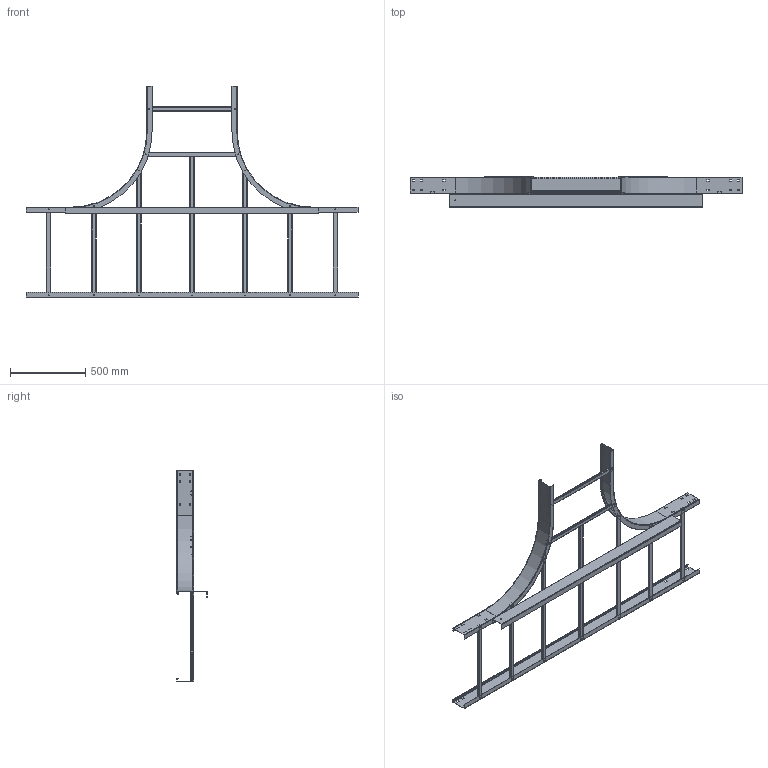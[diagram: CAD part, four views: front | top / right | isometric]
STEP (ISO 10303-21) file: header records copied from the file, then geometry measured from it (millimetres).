
FILE_DESCRIPTION((''),'2;1');
FILE_NAME('ASM0001_ASM','2013-01-11T',('AndreasKeweloh'),(''),'PRO/ENGINEER BY PARAMETRIC TECHNOLOGY CORPORATION, 2012230','PRO/ENGINEER BY PARAMETRIC TECHNOLOGY CORPORATION, 2012230','');
FILE_SCHEMA(('CONFIG_CONTROL_DESIGN'));
Length unit declared in the file: millimetre
Products named in the file (14): KTS_05_018-023_L_645; KTS_05_018-027_L_932; KTS_05_018-025_L_892_RECHTS; KTS_05_018-025_L_892_LINKS; KTS_05_018-024_L_619_RECHTS; KTS_05_018-024_L_619_LINKS; KTS_05_018-012_L_595-18102; KTS_05_018-012_L_595-18101; KTS_05_018-012_L_595-18100; KTS_05_012-045-1580_L_1680; KTS_05_012-078_L_2200; KTS_05_012-076_INNENHOLM_-18097; KTS_05_012-076_INNENHOLM_-18096; ASM0001_ASM
Assembly tree (13 placements, depth 2):
  ASM0001_ASM
    KTS_05_018-023_L_645
    KTS_05_018-027_L_932
    KTS_05_018-025_L_892_RECHTS
    KTS_05_018-025_L_892_LINKS
    KTS_05_018-024_L_619_RECHTS
    KTS_05_018-024_L_619_LINKS
    KTS_05_018-012_L_595-18102
    KTS_05_018-012_L_595-18101
    KTS_05_018-012_L_595-18100
    KTS_05_012-045-1580_L_1680
    KTS_05_012-078_L_2200
    KTS_05_012-076_INNENHOLM_-18097
    KTS_05_012-076_INNENHOLM_-18096
Bounding box: 2200 x 200 x 1400 mm (x, y, z)
Volume: 2923022.9 mm3; surface area: 3043077.3 mm2
Topology: 13 solids, 13 shells, 792 faces, 2017 edges, 1251 vertices
Faces by surface type: plane 470, cylinder 310, torus 12
Entity records: 24234 total; most frequent: DIRECTION 4246, CARTESIAN_POINT 4184, ORIENTED_EDGE 4034, EDGE_CURVE 2017, AXIS2_PLACEMENT_3D 1434, VECTOR 1378, LINE 1378, VERTEX_POINT 1251
